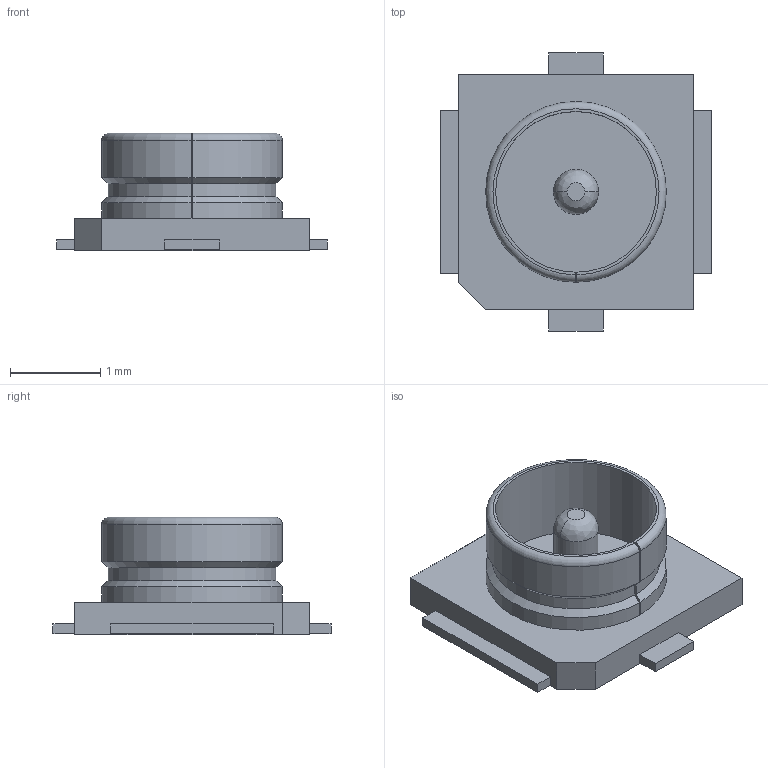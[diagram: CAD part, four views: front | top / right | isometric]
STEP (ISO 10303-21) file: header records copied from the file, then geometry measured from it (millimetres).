
FILE_DESCRIPTION( ( 'STEP AP214' ), '1' );
FILE_NAME( 'psolqas_2204_20.stp', '2020-05-06T21:33:13', ( 'License CC BY-ND 4.0' ), ( 'CADENAS' ), ' ', 'PARTsolutions', ' ' );
FILE_SCHEMA( ( 'AUTOMOTIVE_DESIGN { 1 0 10303 214 1 1 1 1 }' ) );
Length unit declared in the file: metre
Products named in the file (1): 1
Bounding box: 3 x 3.08 x 1.3 mm (x, y, z)
Volume: 3.2 mm3; surface area: 32.1 mm2
Topology: 1 solids, 1 shells, 70 faces, 186 edges, 121 vertices
Faces by surface type: plane 55, cylinder 9, bspline 2, cone 2, torus 2
Full cylindrical faces by diameter (mm): 0.2 x1, 0.5 x1
Entity records: 2196 total; most frequent: CARTESIAN_POINT 455, ORIENTED_EDGE 364, DIRECTION 339, EDGE_CURVE 182, LINE 151, VECTOR 151, VERTEX_POINT 120, AXIS2_PLACEMENT_3D 94
